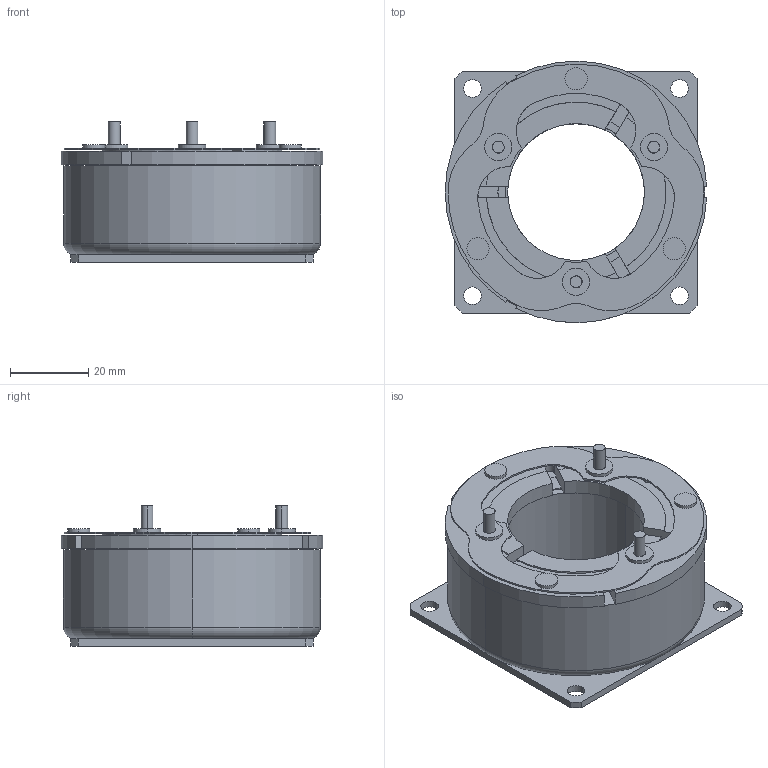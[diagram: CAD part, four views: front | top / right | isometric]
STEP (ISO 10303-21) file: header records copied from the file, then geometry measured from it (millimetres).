
FILE_DESCRIPTION (( 'STEP AP203' ), '1' );
FILE_NAME ('VBEH0.6.STEP', '2016-01-07T10:52:28', ( '新井重治' ), ( '小倉クラッチ' ), 'SwSTEP 2.0', 'SolidWorks 2009', '' );
FILE_SCHEMA (( 'CONFIG_CONTROL_DESIGN' ));
Length unit declared in the file: millimetre
Products named in the file (1): VBEH0.6
Bounding box: 66.97 x 66.98 x 35.85 mm (x, y, z)
Volume: 68321.5 mm3; surface area: 23282 mm2
Topology: 4 solids, 4 shells, 164 faces, 432 edges, 276 vertices
Faces by surface type: cylinder 102, plane 58, torus 4
Entity records: 5305 total; most frequent: DIRECTION 1012, CARTESIAN_POINT 897, ORIENTED_EDGE 864, EDGE_CURVE 432, AXIS2_PLACEMENT_3D 419, VERTEX_POINT 276, CIRCLE 254, EDGE_LOOP 192
